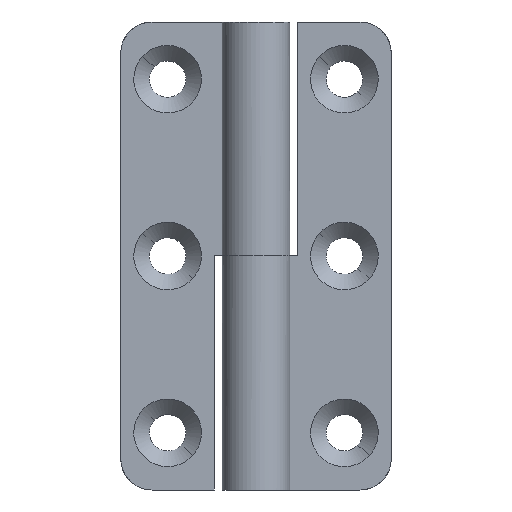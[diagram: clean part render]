
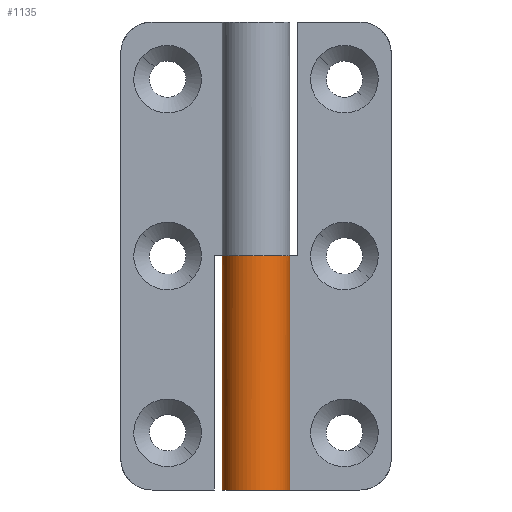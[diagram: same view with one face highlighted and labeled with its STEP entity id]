
A CAD part, front view. The second image highlights one B-rep face of the part: STEP entity #1135.
In plain terms, the highlighted free-form (B-spline) face has degree [1, 2] with [2, 7] control points.
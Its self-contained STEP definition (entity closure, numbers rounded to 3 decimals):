
#995=CARTESIAN_POINT('',(2.8,1.65,22.5));
#996=VERTEX_POINT('',#995);
#1002=CARTESIAN_POINT('',(2.8,1.65,0.0));
#1003=VERTEX_POINT('',#1002);
#1004=CARTESIAN_POINT('',(2.8,1.65,22.5));
#1005=CARTESIAN_POINT('',(2.8,1.65,0.0));
#1006=QUASI_UNIFORM_CURVE('',1,(#1004,#1005),.UNSPECIFIED.,.F.,.U.);
#1007=EDGE_CURVE('',#996,#1003,#1006,.T.);
#1017=CARTESIAN_POINT('',(0.032,3.25,23.063));
#1018=CARTESIAN_POINT('',(0.032,3.25,-0.577));
#1019=CARTESIAN_POINT('',(-3.934,3.289,23.063));
#1020=CARTESIAN_POINT('',(-3.934,3.289,-0.577));
#1021=CARTESIAN_POINT('',(-3.193,-0.607,23.063));
#1022=CARTESIAN_POINT('',(-3.193,-0.607,-0.577));
#1023=CARTESIAN_POINT('',(-2.452,-4.503,23.063));
#1024=CARTESIAN_POINT('',(-2.452,-4.503,-0.577));
#1025=CARTESIAN_POINT('',(1.223,-3.011,23.063));
#1026=CARTESIAN_POINT('',(1.223,-3.011,-0.577));
#1027=CARTESIAN_POINT('',(4.897,-1.519,23.063));
#1028=CARTESIAN_POINT('',(4.897,-1.519,-0.577));
#1029=CARTESIAN_POINT('',(2.712,1.791,23.063));
#1030=CARTESIAN_POINT('',(2.712,1.791,-0.577));
#1038=(BOUNDED_SURFACE()B_SPLINE_SURFACE(1,2,((#1017,#1019,#1021,#1023,#1025,#1027,#1029),(#1018,#1020,#1022,#1024,#1026,#1028,#1030)),.UNSPECIFIED.,.F.,.F.,.U.)B_SPLINE_SURFACE_WITH_KNOTS((2,2),(3,2,2,3),(0.0,23.639),(0.0,6.154,12.309,18.463),.UNSPECIFIED.)GEOMETRIC_REPRESENTATION_ITEM()RATIONAL_B_SPLINE_SURFACE(((1.0,0.634,1.0,0.634,1.0,0.634,1.0),(1.0,0.634,1.0,0.634,1.0,0.634,1.0)))REPRESENTATION_ITEM('')SURFACE());
#1039=CARTESIAN_POINT('',(-1.614,-2.821,22.5));
#1040=VERTEX_POINT('',#1039);
#1041=CARTESIAN_POINT('',(-1.614,-2.821,22.5));
#1042=CARTESIAN_POINT('',(-1.441,-2.92,22.5));
#1043=CARTESIAN_POINT('',(-1.035,-3.105,22.5));
#1044=CARTESIAN_POINT('',(-0.403,-3.248,22.5));
#1045=CARTESIAN_POINT('',(0.288,-3.26,22.5));
#1046=CARTESIAN_POINT('',(0.958,-3.133,22.5));
#1047=CARTESIAN_POINT('',(1.583,-2.863,22.5));
#1048=CARTESIAN_POINT('',(2.105,-2.501,22.5));
#1049=CARTESIAN_POINT('',(2.488,-2.112,22.5));
#1050=CARTESIAN_POINT('',(2.818,-1.65,22.5));
#1051=CARTESIAN_POINT('',(3.042,-1.188,22.5));
#1052=CARTESIAN_POINT('',(3.203,-0.633,22.5));
#1053=CARTESIAN_POINT('',(3.262,-0.134,22.5));
#1054=CARTESIAN_POINT('',(3.238,0.388,22.5));
#1055=CARTESIAN_POINT('',(3.125,0.978,22.5));
#1056=CARTESIAN_POINT('',(2.947,1.401,22.5));
#1057=CARTESIAN_POINT('',(2.8,1.65,22.5));
#1058=B_SPLINE_CURVE_WITH_KNOTS('',3,(#1041,#1042,#1043,#1044,#1045,#1046,#1047,#1048,#1049,#1050,#1051,#1052,#1053,#1054,#1055,#1056,#1057),.UNSPECIFIED.,.F.,.U.,(4,1,1,1,1,1,1,1,1,1,1,1,1,1,4),(0.,0.599,1.332,1.931,2.664,3.363,3.963,4.562,4.995,5.661,6.094,6.727,7.159,7.659,8.525),.UNSPECIFIED.);
#1059=EDGE_CURVE('',#1040,#996,#1058,.T.);
#1060=ORIENTED_EDGE('',*,*,#1059,.F.);
#1061=CARTESIAN_POINT('',(0.004,3.25,22.5));
#1062=VERTEX_POINT('',#1061);
#1063=CARTESIAN_POINT('',(0.004,3.25,22.5));
#1064=CARTESIAN_POINT('',(-0.252,3.25,22.5));
#1065=CARTESIAN_POINT('',(-0.785,3.188,22.5));
#1066=CARTESIAN_POINT('',(-1.444,2.938,22.5));
#1067=CARTESIAN_POINT('',(-1.998,2.585,22.5));
#1068=CARTESIAN_POINT('',(-2.401,2.215,22.5));
#1069=CARTESIAN_POINT('',(-2.767,1.739,22.5));
#1070=CARTESIAN_POINT('',(-3.058,1.173,22.5));
#1071=CARTESIAN_POINT('',(-3.219,0.569,22.5));
#1072=CARTESIAN_POINT('',(-3.264,-0.019,22.5));
#1073=CARTESIAN_POINT('',(-3.219,-0.564,22.5));
#1074=CARTESIAN_POINT('',(-3.045,-1.21,22.5));
#1075=CARTESIAN_POINT('',(-2.734,-1.804,22.5));
#1076=CARTESIAN_POINT('',(-2.247,-2.385,22.5));
#1077=CARTESIAN_POINT('',(-1.865,-2.678,22.5));
#1078=CARTESIAN_POINT('',(-1.614,-2.821,22.5));
#1079=B_SPLINE_CURVE_WITH_KNOTS('',3,(#1063,#1064,#1065,#1066,#1067,#1068,#1069,#1070,#1071,#1072,#1073,#1074,#1075,#1076,#1077,#1078),.UNSPECIFIED.,.F.,.U.,(4,1,1,1,1,1,1,1,1,1,1,1,1,4),(0.,0.766,1.598,2.098,2.731,3.23,3.896,4.629,5.095,5.661,6.26,7.093,7.659,8.525),.UNSPECIFIED.);
#1080=EDGE_CURVE('',#1062,#1040,#1079,.T.);
#1081=ORIENTED_EDGE('',*,*,#1080,.F.);
#1082=CARTESIAN_POINT('',(0.004,3.25,0.0));
#1083=VERTEX_POINT('',#1082);
#1084=CARTESIAN_POINT('',(0.004,3.25,22.5));
#1085=CARTESIAN_POINT('',(0.004,3.25,0.0));
#1086=QUASI_UNIFORM_CURVE('',1,(#1084,#1085),.UNSPECIFIED.,.F.,.U.);
#1087=EDGE_CURVE('',#1062,#1083,#1086,.T.);
#1088=ORIENTED_EDGE('',*,*,#1087,.T.);
#1089=CARTESIAN_POINT('',(-1.614,-2.821,0.0));
#1090=VERTEX_POINT('',#1089);
#1091=CARTESIAN_POINT('',(-1.614,-2.821,0.0));
#1092=CARTESIAN_POINT('',(-1.893,-2.661,0.0));
#1093=CARTESIAN_POINT('',(-2.29,-2.348,0.0));
#1094=CARTESIAN_POINT('',(-2.706,-1.825,0.0));
#1095=CARTESIAN_POINT('',(-2.968,-1.36,0.0));
#1096=CARTESIAN_POINT('',(-3.155,-0.847,0.0));
#1097=CARTESIAN_POINT('',(-3.26,-0.254,0.0));
#1098=CARTESIAN_POINT('',(-3.251,0.371,0.0));
#1099=CARTESIAN_POINT('',(-3.127,0.937,0.0));
#1100=CARTESIAN_POINT('',(-2.897,1.516,0.0));
#1101=CARTESIAN_POINT('',(-2.566,2.035,0.0));
#1102=CARTESIAN_POINT('',(-2.15,2.454,0.0));
#1103=CARTESIAN_POINT('',(-1.686,2.799,0.0));
#1104=CARTESIAN_POINT('',(-1.176,3.054,0.0));
#1105=CARTESIAN_POINT('',(-0.563,3.218,0.0));
#1106=CARTESIAN_POINT('',(-0.185,3.25,0.0));
#1107=CARTESIAN_POINT('',(0.004,3.25,0.0));
#1108=B_SPLINE_CURVE_WITH_KNOTS('',3,(#1091,#1092,#1093,#1094,#1095,#1096,#1097,#1098,#1099,#1100,#1101,#1102,#1103,#1104,#1105,#1106,#1107),.UNSPECIFIED.,.F.,.U.,(4,1,1,1,1,1,1,1,1,1,1,1,1,1,4),(0.,0.966,1.498,1.998,2.564,3.13,3.796,4.429,4.862,5.661,6.26,6.627,7.393,7.959,8.525),.UNSPECIFIED.);
#1109=EDGE_CURVE('',#1090,#1083,#1108,.T.);
#1110=ORIENTED_EDGE('',*,*,#1109,.F.);
#1111=CARTESIAN_POINT('',(2.8,1.65,0.0));
#1112=CARTESIAN_POINT('',(2.93,1.43,0.0));
#1113=CARTESIAN_POINT('',(3.096,1.052,0.0));
#1114=CARTESIAN_POINT('',(3.233,0.455,0.0));
#1115=CARTESIAN_POINT('',(3.263,-0.035,0.0));
#1116=CARTESIAN_POINT('',(3.213,-0.566,0.0));
#1117=CARTESIAN_POINT('',(3.102,-1.009,0.0));
#1118=CARTESIAN_POINT('',(2.901,-1.492,0.0));
#1119=CARTESIAN_POINT('',(2.648,-1.912,0.0));
#1120=CARTESIAN_POINT('',(2.284,-2.333,0.0));
#1121=CARTESIAN_POINT('',(1.856,-2.689,0.0));
#1122=CARTESIAN_POINT('',(1.283,-3.013,0.0));
#1123=CARTESIAN_POINT('',(0.632,-3.215,0.0));
#1124=CARTESIAN_POINT('',(-0.013,-3.267,0.0));
#1125=CARTESIAN_POINT('',(-0.512,-3.219,0.0));
#1126=CARTESIAN_POINT('',(-1.043,-3.096,0.0));
#1127=CARTESIAN_POINT('',(-1.392,-2.948,0.0));
#1128=CARTESIAN_POINT('',(-1.614,-2.821,0.0));
#1129=B_SPLINE_CURVE_WITH_KNOTS('',3,(#1111,#1112,#1113,#1114,#1115,#1116,#1117,#1118,#1119,#1120,#1121,#1122,#1123,#1124,#1125,#1126,#1127,#1128),.UNSPECIFIED.,.F.,.U.,(4,1,1,1,1,1,1,1,1,1,1,1,1,1,1,4),(0.,0.766,1.232,1.831,2.231,2.831,3.197,3.796,4.296,4.862,5.461,6.26,6.893,7.393,7.759,8.525),.UNSPECIFIED.);
#1130=EDGE_CURVE('',#1003,#1090,#1129,.T.);
#1131=ORIENTED_EDGE('',*,*,#1130,.F.);
#1132=ORIENTED_EDGE('',*,*,#1007,.F.);
#1133=EDGE_LOOP('',(#1060,#1081,#1088,#1110,#1131,#1132));
#1134=FACE_OUTER_BOUND('',#1133,.T.);
#1135=ADVANCED_FACE('',(#1134),#1038,.T.);
